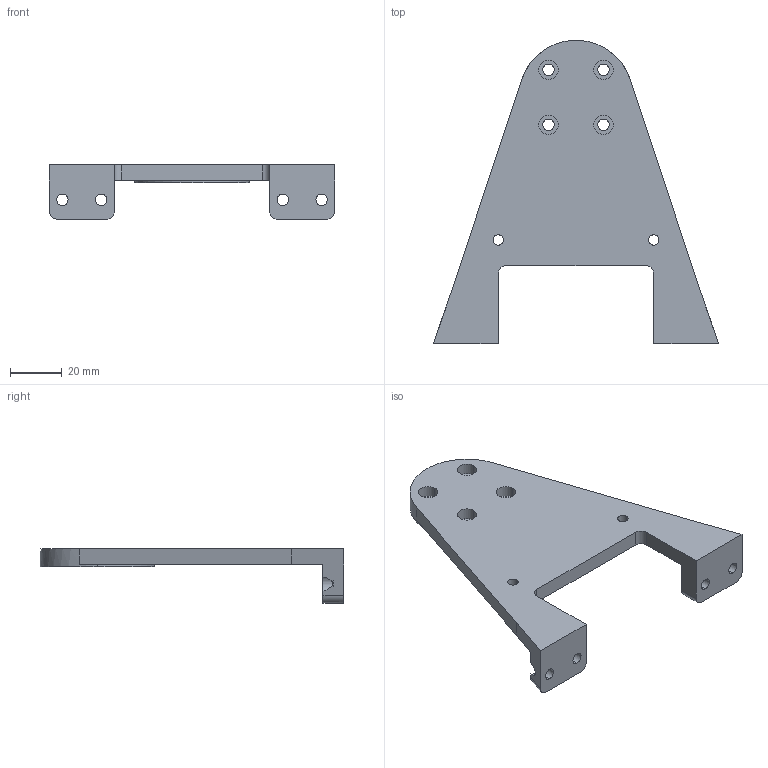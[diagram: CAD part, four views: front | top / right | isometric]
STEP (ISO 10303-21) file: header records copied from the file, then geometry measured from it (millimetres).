
FILE_DESCRIPTION (( 'STEP AP214' ), '1' );
FILE_NAME ('middle_stand_gb.STEP', '2025-02-12T21:23:17', ( '' ), ( '' ), 'SwSTEP 2.0', 'SolidWorks 2023', '' );
FILE_SCHEMA (( 'AUTOMOTIVE_DESIGN' ));
Length unit declared in the file: millimetre
Products named in the file (1): middle_stand_gb
Bounding box: 110 x 117 x 21 mm (x, y, z)
Volume: 43404.3 mm3; surface area: 18306.4 mm2
Topology: 1 solids, 1 shells, 68 faces, 180 edges, 120 vertices
Faces by surface type: cylinder 44, plane 24
Entity records: 2215 total; most frequent: DIRECTION 400, CARTESIAN_POINT 387, ORIENTED_EDGE 360, EDGE_CURVE 180, AXIS2_PLACEMENT_3D 157, VERTEX_POINT 120, EDGE_LOOP 94, CIRCLE 88
